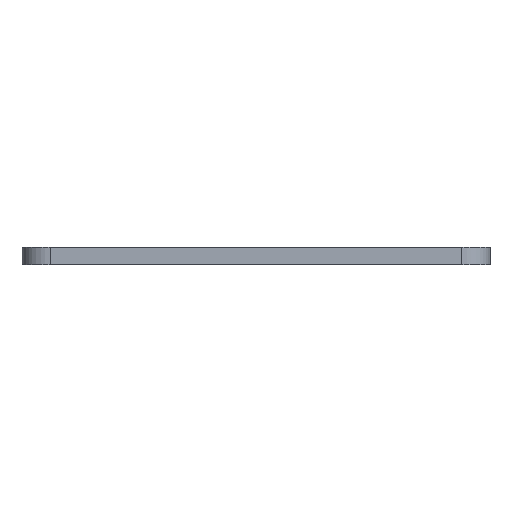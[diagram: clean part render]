
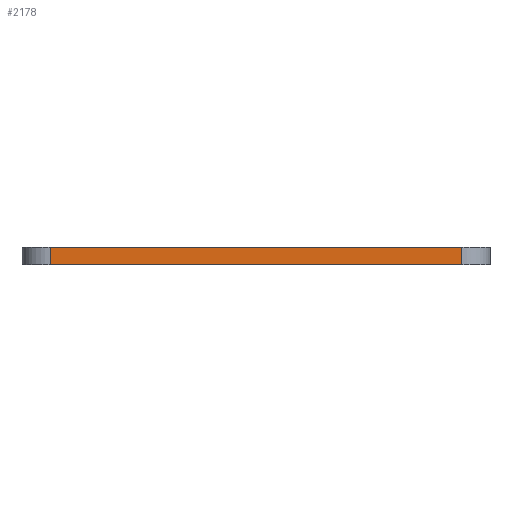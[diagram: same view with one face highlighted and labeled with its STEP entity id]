
A CAD part, left-side view. The second image highlights one B-rep face of the part: STEP entity #2178.
In plain terms, the highlighted planar face has unit normal (-1, 0, 0).
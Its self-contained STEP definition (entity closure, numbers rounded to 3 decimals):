
#83 = PLANE('',#84);
#84 = AXIS2_PLACEMENT_3D('',#85,#86,#87);
#85 = CARTESIAN_POINT('',(148.501,-105.003,1.6));
#86 = DIRECTION('',(0.,0.,1.));
#87 = DIRECTION('',(1.,0.,-0.));
#137 = PLANE('',#138);
#138 = AXIS2_PLACEMENT_3D('',#139,#140,#141);
#139 = CARTESIAN_POINT('',(148.501,-105.003,0.));
#140 = DIRECTION('',(0.,0.,1.));
#141 = DIRECTION('',(1.,0.,-0.));
#269 = CYLINDRICAL_SURFACE('',#270,2.54);
#270 = AXIS2_PLACEMENT_3D('',#271,#272,#273);
#271 = CARTESIAN_POINT('',(129.134,-86.589,0.));
#272 = DIRECTION('',(-0.,-0.,-1.));
#273 = DIRECTION('',(1.,0.,-0.));
#309 = VERTEX_POINT('',#310);
#310 = CARTESIAN_POINT('',(126.594,-86.589,0.));
#332 = EDGE_CURVE('',#309,#333,#335,.T.);
#333 = VERTEX_POINT('',#334);
#334 = CARTESIAN_POINT('',(126.594,-123.419,0.));
#335 = SURFACE_CURVE('',#336,(#340,#347),.PCURVE_S1.);
#336 = LINE('',#337,#338);
#337 = CARTESIAN_POINT('',(126.594,-86.589,0.));
#338 = VECTOR('',#339,1.);
#339 = DIRECTION('',(0.,-1.,0.));
#340 = PCURVE('',#137,#341);
#341 = DEFINITIONAL_REPRESENTATION('',(#342),#346);
#342 = LINE('',#343,#344);
#343 = CARTESIAN_POINT('',(-21.908,18.415));
#344 = VECTOR('',#345,1.);
#345 = DIRECTION('',(0.,-1.));
#346 = ( GEOMETRIC_REPRESENTATION_CONTEXT(2) 
PARAMETRIC_REPRESENTATION_CONTEXT() REPRESENTATION_CONTEXT('2D SPACE',''
  ) );
#347 = PCURVE('',#348,#353);
#348 = PLANE('',#349);
#349 = AXIS2_PLACEMENT_3D('',#350,#351,#352);
#350 = CARTESIAN_POINT('',(126.594,-86.589,0.));
#351 = DIRECTION('',(1.,0.,-0.));
#352 = DIRECTION('',(0.,-1.,0.));
#353 = DEFINITIONAL_REPRESENTATION('',(#354),#358);
#354 = LINE('',#355,#356);
#355 = CARTESIAN_POINT('',(0.,0.));
#356 = VECTOR('',#357,1.);
#357 = DIRECTION('',(1.,0.));
#358 = ( GEOMETRIC_REPRESENTATION_CONTEXT(2) 
PARAMETRIC_REPRESENTATION_CONTEXT() REPRESENTATION_CONTEXT('2D SPACE',''
  ) );
#377 = CYLINDRICAL_SURFACE('',#378,2.54);
#378 = AXIS2_PLACEMENT_3D('',#379,#380,#381);
#379 = CARTESIAN_POINT('',(129.134,-123.419,0.));
#380 = DIRECTION('',(-0.,-0.,-1.));
#381 = DIRECTION('',(1.,0.,-0.));
#1284 = VERTEX_POINT('',#1285);
#1285 = CARTESIAN_POINT('',(126.594,-86.589,1.6));
#1307 = EDGE_CURVE('',#1284,#1308,#1310,.T.);
#1308 = VERTEX_POINT('',#1309);
#1309 = CARTESIAN_POINT('',(126.594,-123.419,1.6));
#1310 = SURFACE_CURVE('',#1311,(#1315,#1322),.PCURVE_S1.);
#1311 = LINE('',#1312,#1313);
#1312 = CARTESIAN_POINT('',(126.594,-86.589,1.6));
#1313 = VECTOR('',#1314,1.);
#1314 = DIRECTION('',(0.,-1.,0.));
#1315 = PCURVE('',#83,#1316);
#1316 = DEFINITIONAL_REPRESENTATION('',(#1317),#1321);
#1317 = LINE('',#1318,#1319);
#1318 = CARTESIAN_POINT('',(-21.908,18.415));
#1319 = VECTOR('',#1320,1.);
#1320 = DIRECTION('',(0.,-1.));
#1321 = ( GEOMETRIC_REPRESENTATION_CONTEXT(2) 
PARAMETRIC_REPRESENTATION_CONTEXT() REPRESENTATION_CONTEXT('2D SPACE',''
  ) );
#1322 = PCURVE('',#348,#1323);
#1323 = DEFINITIONAL_REPRESENTATION('',(#1324),#1328);
#1324 = LINE('',#1325,#1326);
#1325 = CARTESIAN_POINT('',(0.,-1.6));
#1326 = VECTOR('',#1327,1.);
#1327 = DIRECTION('',(1.,0.));
#1328 = ( GEOMETRIC_REPRESENTATION_CONTEXT(2) 
PARAMETRIC_REPRESENTATION_CONTEXT() REPRESENTATION_CONTEXT('2D SPACE',''
  ) );
#2130 = EDGE_CURVE('',#309,#1284,#2131,.T.);
#2131 = SURFACE_CURVE('',#2132,(#2136,#2143),.PCURVE_S1.);
#2132 = LINE('',#2133,#2134);
#2133 = CARTESIAN_POINT('',(126.594,-86.589,0.));
#2134 = VECTOR('',#2135,1.);
#2135 = DIRECTION('',(0.,0.,1.));
#2136 = PCURVE('',#269,#2137);
#2137 = DEFINITIONAL_REPRESENTATION('',(#2138),#2142);
#2138 = LINE('',#2139,#2140);
#2139 = CARTESIAN_POINT('',(-3.141,0.));
#2140 = VECTOR('',#2141,1.);
#2141 = DIRECTION('',(-0.,-1.));
#2142 = ( GEOMETRIC_REPRESENTATION_CONTEXT(2) 
PARAMETRIC_REPRESENTATION_CONTEXT() REPRESENTATION_CONTEXT('2D SPACE',''
  ) );
#2143 = PCURVE('',#348,#2144);
#2144 = DEFINITIONAL_REPRESENTATION('',(#2145),#2149);
#2145 = LINE('',#2146,#2147);
#2146 = CARTESIAN_POINT('',(0.,0.));
#2147 = VECTOR('',#2148,1.);
#2148 = DIRECTION('',(0.,-1.));
#2149 = ( GEOMETRIC_REPRESENTATION_CONTEXT(2) 
PARAMETRIC_REPRESENTATION_CONTEXT() REPRESENTATION_CONTEXT('2D SPACE',''
  ) );
#2178 = ADVANCED_FACE('',(#2179),#348,.F.);
#2179 = FACE_BOUND('',#2180,.F.);
#2180 = EDGE_LOOP('',(#2181,#2182,#2183,#2204));
#2181 = ORIENTED_EDGE('',*,*,#2130,.T.);
#2182 = ORIENTED_EDGE('',*,*,#1307,.T.);
#2183 = ORIENTED_EDGE('',*,*,#2184,.F.);
#2184 = EDGE_CURVE('',#333,#1308,#2185,.T.);
#2185 = SURFACE_CURVE('',#2186,(#2190,#2197),.PCURVE_S1.);
#2186 = LINE('',#2187,#2188);
#2187 = CARTESIAN_POINT('',(126.594,-123.419,0.));
#2188 = VECTOR('',#2189,1.);
#2189 = DIRECTION('',(0.,0.,1.));
#2190 = PCURVE('',#348,#2191);
#2191 = DEFINITIONAL_REPRESENTATION('',(#2192),#2196);
#2192 = LINE('',#2193,#2194);
#2193 = CARTESIAN_POINT('',(36.83,0.));
#2194 = VECTOR('',#2195,1.);
#2195 = DIRECTION('',(0.,-1.));
#2196 = ( GEOMETRIC_REPRESENTATION_CONTEXT(2) 
PARAMETRIC_REPRESENTATION_CONTEXT() REPRESENTATION_CONTEXT('2D SPACE',''
  ) );
#2197 = PCURVE('',#377,#2198);
#2198 = DEFINITIONAL_REPRESENTATION('',(#2199),#2203);
#2199 = LINE('',#2200,#2201);
#2200 = CARTESIAN_POINT('',(-3.141,0.));
#2201 = VECTOR('',#2202,1.);
#2202 = DIRECTION('',(-0.,-1.));
#2203 = ( GEOMETRIC_REPRESENTATION_CONTEXT(2) 
PARAMETRIC_REPRESENTATION_CONTEXT() REPRESENTATION_CONTEXT('2D SPACE',''
  ) );
#2204 = ORIENTED_EDGE('',*,*,#332,.F.);
